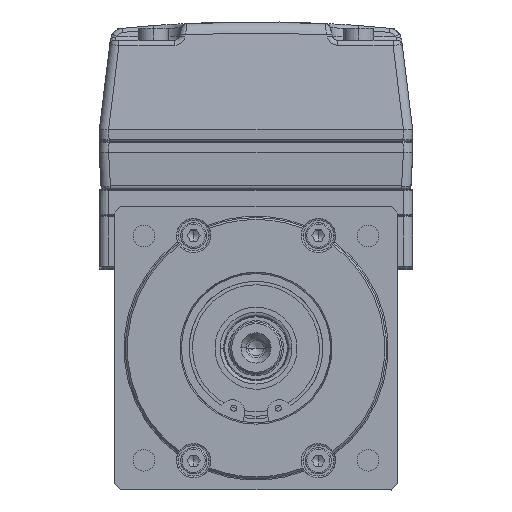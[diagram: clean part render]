
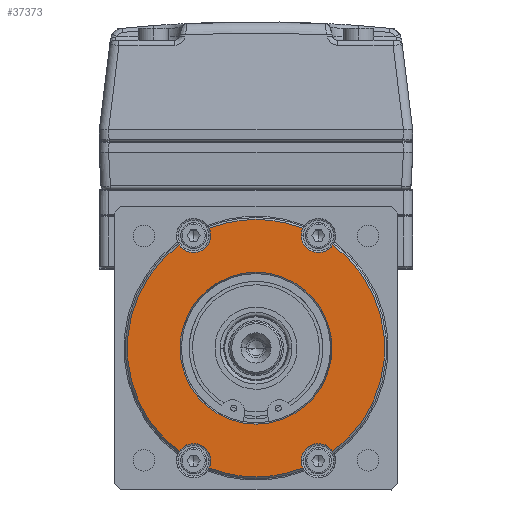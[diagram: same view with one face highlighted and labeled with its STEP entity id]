
A CAD part, top view. The second image highlights one B-rep face of the part: STEP entity #37373.
In plain terms, the highlighted planar face has unit normal (0, 0, -1).
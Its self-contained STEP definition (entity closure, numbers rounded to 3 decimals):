
#1762=CARTESIAN_POINT('',(-20.592,27.681,2.5));
#1859=CARTESIAN_POINT('',(-12.563,-32.131,2.5));
#1866=CARTESIAN_POINT('',(-16.726,30.174,2.5));
#1867=DIRECTION('',(0.,0.,1.));
#1868=DIRECTION('',(1.,0.,0.));
#1869=AXIS2_PLACEMENT_3D('',#1866,#1867,#1868);
#1871=CARTESIAN_POINT('',(-16.726,30.174,2.5));
#1872=DIRECTION('',(0.,0.,1.));
#1873=DIRECTION('',(-0.84,-0.542,0.));
#1874=AXIS2_PLACEMENT_3D('',#1871,#1872,#1873);
#1876=CARTESIAN_POINT('',(0.,0.,2.5));
#1877=DIRECTION('',(0.,0.,-1.));
#1878=DIRECTION('',(-0.597,-0.802,0.));
#1879=AXIS2_PLACEMENT_3D('',#1876,#1877,#1878);
#1881=CARTESIAN_POINT('',(-16.726,-30.174,2.5));
#1882=DIRECTION('',(0.,0.,1.));
#1883=DIRECTION('',(1.,0.,0.));
#1884=AXIS2_PLACEMENT_3D('',#1881,#1882,#1883);
#1886=CARTESIAN_POINT('',(-16.726,-30.174,2.5));
#1887=DIRECTION('',(0.,0.,1.));
#1888=DIRECTION('',(0.905,-0.425,0.));
#1889=AXIS2_PLACEMENT_3D('',#1886,#1887,#1888);
#1891=CARTESIAN_POINT('',(0.,0.,2.5));
#1892=DIRECTION('',(0.,0.,-1.));
#1893=DIRECTION('',(0.,-1.,0.));
#1894=AXIS2_PLACEMENT_3D('',#1891,#1892,#1893);
#1896=CARTESIAN_POINT('',(0.,0.,2.5));
#1897=DIRECTION('',(0.,0.,-1.));
#1898=DIRECTION('',(0.364,-0.931,0.));
#1899=AXIS2_PLACEMENT_3D('',#1896,#1897,#1898);
#1901=CARTESIAN_POINT('',(16.726,-30.174,2.5));
#1902=DIRECTION('',(0.,0.,1.));
#1903=DIRECTION('',(-1.,0.,0.));
#1904=AXIS2_PLACEMENT_3D('',#1901,#1902,#1903);
#1906=CARTESIAN_POINT('',(16.726,-30.174,2.5));
#1907=DIRECTION('',(0.,0.,1.));
#1908=DIRECTION('',(0.84,0.542,0.));
#1909=AXIS2_PLACEMENT_3D('',#1906,#1907,#1908);
#1911=CARTESIAN_POINT('',(0.,0.,2.5));
#1912=DIRECTION('',(0.,0.,-1.));
#1913=DIRECTION('',(0.597,0.802,0.));
#1914=AXIS2_PLACEMENT_3D('',#1911,#1912,#1913);
#1916=CARTESIAN_POINT('',(16.726,30.174,2.5));
#1917=DIRECTION('',(0.,0.,1.));
#1918=DIRECTION('',(-1.,0.,0.));
#1919=AXIS2_PLACEMENT_3D('',#1916,#1917,#1918);
#1921=CARTESIAN_POINT('',(16.726,30.174,2.5));
#1922=DIRECTION('',(0.,0.,1.));
#1923=DIRECTION('',(-0.905,0.425,0.));
#1924=AXIS2_PLACEMENT_3D('',#1921,#1922,#1923);
#1926=CARTESIAN_POINT('',(0.,0.,2.5));
#1927=DIRECTION('',(0.,0.,-1.));
#1928=DIRECTION('',(0.,1.,0.));
#1929=AXIS2_PLACEMENT_3D('',#1926,#1927,#1928);
#1931=CARTESIAN_POINT('',(0.,0.,2.5));
#1932=DIRECTION('',(0.,0.,-1.));
#1933=DIRECTION('',(-0.364,0.931,0.));
#1934=AXIS2_PLACEMENT_3D('',#1931,#1932,#1933);
#1936=CARTESIAN_POINT('',(0.,0.,2.5));
#1937=DIRECTION('',(0.,0.,1.));
#1938=DIRECTION('',(0.,-1.,0.));
#1939=AXIS2_PLACEMENT_3D('',#1936,#1937,#1938);
#1941=CARTESIAN_POINT('',(0.,0.,2.5));
#1942=DIRECTION('',(0.,0.,1.));
#1943=DIRECTION('',(0.,1.,0.));
#1944=AXIS2_PLACEMENT_3D('',#1941,#1942,#1943);
#1991=CARTESIAN_POINT('',(12.563,32.131,2.5));
#2221=CARTESIAN_POINT('',(20.592,27.681,2.5));
#2233=CARTESIAN_POINT('',(20.592,-27.681,2.5));
#30175=VERTEX_POINT('',#1991);
#30176=CARTESIAN_POINT('',(12.126,30.174,2.5));
#30177=VERTEX_POINT('',#30176);
#30218=CARTESIAN_POINT('',(-12.126,-30.174,2.5));
#30219=VERTEX_POINT('',#30218);
#30220=CARTESIAN_POINT('',(-20.592,-27.681,2.5));
#30221=VERTEX_POINT('',#30220);
#30222=VERTEX_POINT('',#1762);
#30223=CARTESIAN_POINT('',(-12.126,30.174,2.5));
#30224=VERTEX_POINT('',#30223);
#30229=CARTESIAN_POINT('',(-12.563,32.131,2.5));
#30230=VERTEX_POINT('',#30229);
#30231=VERTEX_POINT('',#2221);
#30232=VERTEX_POINT('',#2233);
#30233=VERTEX_POINT('',#1859);
#30234=CARTESIAN_POINT('',(0.,-34.5,2.5));
#30235=VERTEX_POINT('',#30234);
#30236=CARTESIAN_POINT('',(12.563,-32.131,2.5));
#30237=VERTEX_POINT('',#30236);
#30238=CARTESIAN_POINT('',(0.,34.5,2.5));
#30239=VERTEX_POINT('',#30238);
#30240=CARTESIAN_POINT('',(12.126,-30.174,2.5));
#30241=VERTEX_POINT('',#30240);
#30242=CARTESIAN_POINT('',(0.,-20.364,2.5));
#30243=CARTESIAN_POINT('',(0.,20.364,2.5));
#30244=VERTEX_POINT('',#30242);
#30245=VERTEX_POINT('',#30243);
#37339=CARTESIAN_POINT('',(0.,0.,2.5));
#37340=DIRECTION('',(0.,0.,1.));
#37341=DIRECTION('',(0.,-1.,0.));
#37342=AXIS2_PLACEMENT_3D('',#37339,#37340,#37341);
#37343=PLANE('',#37342);
#37344=ORIENTED_EDGE('',*,*,#37180,.F.);
#37345=ORIENTED_EDGE('',*,*,#37203,.F.);
#37347=ORIENTED_EDGE('',*,*,#37346,.F.);
#37348=ORIENTED_EDGE('',*,*,#37238,.F.);
#37349=ORIENTED_EDGE('',*,*,#37260,.F.);
#37350=ORIENTED_EDGE('',*,*,#37332,.F.);
#37351=ORIENTED_EDGE('',*,*,#37330,.F.);
#37352=ORIENTED_EDGE('',*,*,#37300,.F.);
#37354=ORIENTED_EDGE('',*,*,#37353,.F.);
#37356=ORIENTED_EDGE('',*,*,#37355,.F.);
#37358=ORIENTED_EDGE('',*,*,#37357,.F.);
#37360=ORIENTED_EDGE('',*,*,#37359,.F.);
#37362=ORIENTED_EDGE('',*,*,#37361,.F.);
#37364=ORIENTED_EDGE('',*,*,#37363,.F.);
#37365=EDGE_LOOP('',(#37344,#37345,#37347,#37348,#37349,#37350,#37351,#37352,
#37354,#37356,#37358,#37360,#37362,#37364));
#37366=FACE_OUTER_BOUND('',#37365,.F.);
#37368=ORIENTED_EDGE('',*,*,#37367,.F.);
#37370=ORIENTED_EDGE('',*,*,#37369,.F.);
#37371=EDGE_LOOP('',(#37368,#37370));
#37372=FACE_BOUND('',#37371,.F.);
#37373=ADVANCED_FACE('',(#37366,#37372),#37343,.F.);
#1870=CIRCLE('',#1869,4.6);
#1875=CIRCLE('',#1874,4.6);
#1880=CIRCLE('',#1879,34.5);
#1885=CIRCLE('',#1884,4.6);
#1890=CIRCLE('',#1889,4.6);
#1895=CIRCLE('',#1894,34.5);
#1900=CIRCLE('',#1899,34.5);
#1905=CIRCLE('',#1904,4.6);
#1910=CIRCLE('',#1909,4.6);
#1915=CIRCLE('',#1914,34.5);
#1920=CIRCLE('',#1919,4.6);
#1925=CIRCLE('',#1924,4.6);
#1930=CIRCLE('',#1929,34.5);
#1935=CIRCLE('',#1934,34.5);
#1940=CIRCLE('',#1939,20.364);
#1945=CIRCLE('',#1944,20.364);
#37180=EDGE_CURVE('',#30224,#30230,#1870,.T.);
#37203=EDGE_CURVE('',#30222,#30224,#1875,.T.);
#37238=EDGE_CURVE('',#30219,#30221,#1885,.T.);
#37260=EDGE_CURVE('',#30233,#30219,#1890,.T.);
#37300=EDGE_CURVE('',#30241,#30237,#1905,.T.);
#37330=EDGE_CURVE('',#30237,#30235,#1900,.T.);
#37332=EDGE_CURVE('',#30235,#30233,#1895,.T.);
#37346=EDGE_CURVE('',#30221,#30222,#1880,.T.);
#37353=EDGE_CURVE('',#30232,#30241,#1910,.T.);
#37355=EDGE_CURVE('',#30231,#30232,#1915,.T.);
#37357=EDGE_CURVE('',#30177,#30231,#1920,.T.);
#37359=EDGE_CURVE('',#30175,#30177,#1925,.T.);
#37361=EDGE_CURVE('',#30239,#30175,#1930,.T.);
#37363=EDGE_CURVE('',#30230,#30239,#1935,.T.);
#37367=EDGE_CURVE('',#30244,#30245,#1940,.T.);
#37369=EDGE_CURVE('',#30245,#30244,#1945,.T.);
